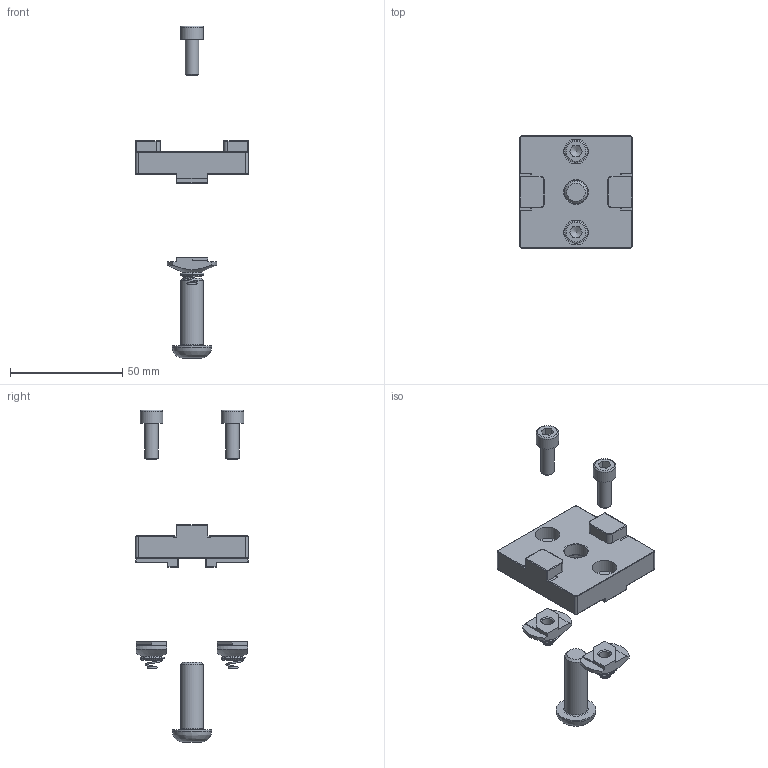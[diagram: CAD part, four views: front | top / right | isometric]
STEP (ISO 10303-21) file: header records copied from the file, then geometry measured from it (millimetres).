
FILE_DESCRIPTION(/* description */ (''),/* implementation_level */ '2;1');
FILE_NAME(/* name */ 'CSS 50.stp',/* time_stamp */ '2016-10-17T18:48:36+01:00',/* author */ ('kevin'),/* organization */ (''),/* preprocessor_version */ 'ST-DEVELOPER v15.2',/* originating_system */ 'Autodesk Inventor 2014',/* authorisation */ '');
FILE_SCHEMA (('AUTOMOTIVE_DESIGN { 1 0 10303 214 3 1 1 }'));
Length unit declared in the file: millimetre
Products named in the file (7): CSS 50; ANSI B18.3.4M - M10 x 1.5 x 30(1); DIN 912 - M6 x 1 x 16 x 13.5; FTS 6; FTS-S
Bounding box: 50 x 50 x 147.65 mm (x, y, z)
Volume: 26214 mm3; surface area: 15320.9 mm2
Topology: 8 solids, 8 shells, 375 faces, 860 edges, 500 vertices
Faces by surface type: cylinder 134, plane 117, bspline 51, torus 37, sphere 20, cone 16
Full cylindrical faces by diameter (mm): 4.917 x2, 6 x2, 6.5 x2, 8.8 x2, 9.8 x2, 10 x3, 10.5 x1, 11 x2, 17.5 x1, 18 x1
Entity records: 12040 total; most frequent: CARTESIAN_POINT 4623, DIRECTION 1590, ORIENTED_EDGE 1444, EDGE_CURVE 722, AXIS2_PLACEMENT_3D 640, VERTEX_POINT 436, EDGE_LOOP 378, ADVANCED_FACE 333
